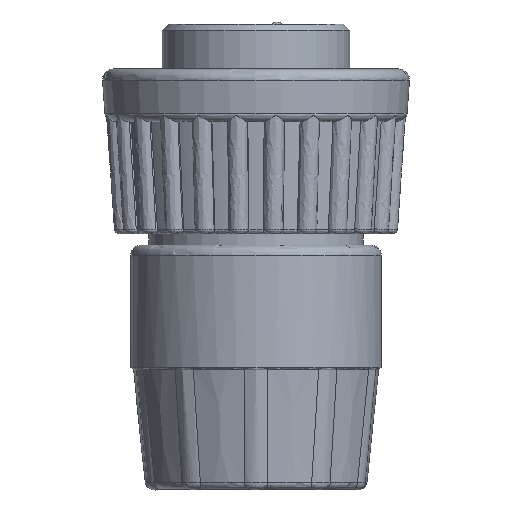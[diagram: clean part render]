
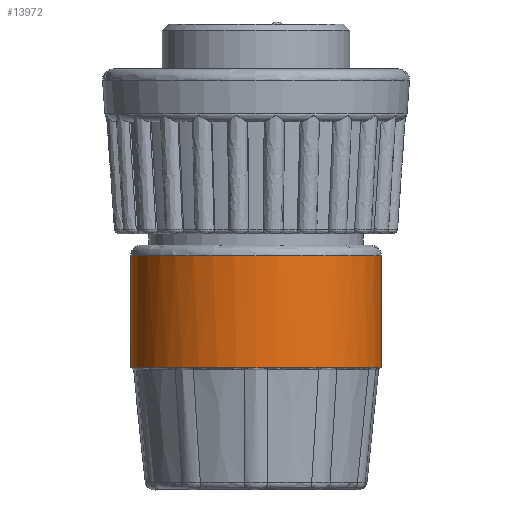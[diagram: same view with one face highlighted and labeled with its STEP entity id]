
A CAD part, front view. The second image highlights one B-rep face of the part: STEP entity #13972.
In plain terms, the highlighted cylindrical face has radius 9.081 mm (diameter 18.161 mm), a partial arc.
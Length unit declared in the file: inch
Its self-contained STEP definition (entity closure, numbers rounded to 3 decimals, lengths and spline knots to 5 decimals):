
#105 = ORIENTED_EDGE ( 'NONE', *, *, #14305, .T. ) ;
#1143 = CARTESIAN_POINT ( 'NONE',  ( 0.3575, 0., -0.98 ) ) ;
#1389 = CARTESIAN_POINT ( 'NONE',  ( 0.3575, 0., -0.66 ) ) ;
#2135 = VERTEX_POINT ( 'NONE', #4068 ) ;
#2262 = VERTEX_POINT ( 'NONE', #3951 ) ;
#2295 = VERTEX_POINT ( 'NONE', #3918 ) ;
#2352 = VERTEX_POINT ( 'NONE', #6238 ) ;
#2377 = VERTEX_POINT ( 'NONE', #5993 ) ;
#2395 = VERTEX_POINT ( 'NONE', #6017 ) ;
#2470 = VERTEX_POINT ( 'NONE', #6132 ) ;
#2632 = DIRECTION ( 'NONE',  ( 1., 0., 0. ) ) ;
#2653 = DIRECTION ( 'NONE',  ( 0., 0., 1. ) ) ;
#2656 = CARTESIAN_POINT ( 'NONE',  ( 0., 0., -0.98 ) ) ;
#2752 = DIRECTION ( 'NONE',  ( 1., 0., 0. ) ) ;
#2753 = DIRECTION ( 'NONE',  ( 0., 0., 1. ) ) ;
#2755 = DIRECTION ( 'NONE',  ( 1., 0., 0. ) ) ;
#2756 = DIRECTION ( 'NONE',  ( 0., 0., -1. ) ) ;
#2757 = CARTESIAN_POINT ( 'NONE',  ( 0., 0., -0.66 ) ) ;
#2768 = CARTESIAN_POINT ( 'NONE',  ( 0., 0., -0.98 ) ) ;
#2903 = DIRECTION ( 'NONE',  ( 1., 0., 0. ) ) ;
#2904 = DIRECTION ( 'NONE',  ( 0., 0., 1. ) ) ;
#2905 = CARTESIAN_POINT ( 'NONE',  ( 0., 0., -0.98 ) ) ;
#2929 = DIRECTION ( 'NONE',  ( 1., 0., 0. ) ) ;
#2930 = DIRECTION ( 'NONE',  ( 0., 0., 1. ) ) ;
#2931 = CARTESIAN_POINT ( 'NONE',  ( 0., 0., -0.98 ) ) ;
#3203 = DIRECTION ( 'NONE',  ( 1., 0., 0. ) ) ;
#3205 = DIRECTION ( 'NONE',  ( 0., 0., 1. ) ) ;
#3207 = CARTESIAN_POINT ( 'NONE',  ( 0., 0., -0.98 ) ) ;
#3208 = DIRECTION ( 'NONE',  ( 1., 0., 0. ) ) ;
#3209 = DIRECTION ( 'NONE',  ( 0., 0., 1. ) ) ;
#3210 = CARTESIAN_POINT ( 'NONE',  ( 0., 0., -0.98 ) ) ;
#3383 = ORIENTED_EDGE ( 'NONE', *, *, #14290, .T. ) ;
#3530 = ORIENTED_EDGE ( 'NONE', *, *, #14269, .T. ) ;
#3570 = ORIENTED_EDGE ( 'NONE', *, *, #14111, .T. ) ;
#3725 = ORIENTED_EDGE ( 'NONE', *, *, #14286, .T. ) ;
#3757 = ORIENTED_EDGE ( 'NONE', *, *, #13948, .F. ) ;
#3769 = ORIENTED_EDGE ( 'NONE', *, *, #14283, .T. ) ;
#3777 = ORIENTED_EDGE ( 'NONE', *, *, #14281, .T. ) ;
#3865 = ORIENTED_EDGE ( 'NONE', *, *, #14270, .T. ) ;
#3918 = CARTESIAN_POINT ( 'NONE',  ( 0.34, -0.11047, -0.98 ) ) ;
#3951 = CARTESIAN_POINT ( 'NONE',  ( 0.21013, -0.28922, -0.98 ) ) ;
#4068 = CARTESIAN_POINT ( 'NONE',  ( -0.21013, -0.28922, -0.98 ) ) ;
#4307 = DIRECTION ( 'NONE',  ( 0., 0., 1. ) ) ;
#4308 = CARTESIAN_POINT ( 'NONE',  ( 0.3575, 0., 0.20795 ) ) ;
#5149 = EDGE_LOOP ( 'NONE', ( #3757, #3383, #3530, #3865, #3777, #3769, #3725, #3570, #105 ) ) ;
#5993 = CARTESIAN_POINT ( 'NONE',  ( 0., -0.3575, -0.98 ) ) ;
#6017 = CARTESIAN_POINT ( 'NONE',  ( -0.3575, 0., -0.66 ) ) ;
#6132 = CARTESIAN_POINT ( 'NONE',  ( -0.34, -0.11047, -0.98 ) ) ;
#6238 = CARTESIAN_POINT ( 'NONE',  ( -0.3575, 0., -0.98 ) ) ;
#7343 = DIRECTION ( 'NONE',  ( 1., 0., 0. ) ) ;
#7344 = DIRECTION ( 'NONE',  ( 0., 0., 1. ) ) ;
#7345 = CARTESIAN_POINT ( 'NONE',  ( 0., 0., 0.20795 ) ) ;
#7491 = DIRECTION ( 'NONE',  ( 0., 0., 1. ) ) ;
#7492 = CARTESIAN_POINT ( 'NONE',  ( -0.3575, 0., 0.20795 ) ) ;
#8990 = FACE_OUTER_BOUND ( 'NONE', #5149, .T. ) ;
#8991 = LINE ( 'NONE', #7492, #13456 ) ;
#9015 = CYLINDRICAL_SURFACE ( 'NONE', #13372, 0.3575 ) ;
#9177 = LINE ( 'NONE', #4308, #13382 ) ;
#9325 = AXIS2_PLACEMENT_3D ( 'NONE', #2757, #2756, #2755 ) ;
#9327 = CIRCLE ( 'NONE', #9325, 0.3575 ) ;
#9338 = AXIS2_PLACEMENT_3D ( 'NONE', #2905, #2904, #2903 ) ;
#9347 = CIRCLE ( 'NONE', #9338, 0.3575 ) ;
#9348 = AXIS2_PLACEMENT_3D ( 'NONE', #2931, #2930, #2929 ) ;
#9349 = CIRCLE ( 'NONE', #9348, 0.3575 ) ;
#9350 = AXIS2_PLACEMENT_3D ( 'NONE', #2656, #2653, #2632 ) ;
#9353 = CIRCLE ( 'NONE', #9350, 0.3575 ) ;
#9357 = AXIS2_PLACEMENT_3D ( 'NONE', #3207, #3205, #3203 ) ;
#9358 = AXIS2_PLACEMENT_3D ( 'NONE', #2768, #2753, #2752 ) ;
#9359 = AXIS2_PLACEMENT_3D ( 'NONE', #3210, #3209, #3208 ) ;
#9360 = CIRCLE ( 'NONE', #9358, 0.3575 ) ;
#9362 = CIRCLE ( 'NONE', #9357, 0.3575 ) ;
#9363 = CIRCLE ( 'NONE', #9359, 0.3575 ) ;
#10961 = VERTEX_POINT ( 'NONE', #1389 ) ;
#11195 = VERTEX_POINT ( 'NONE', #1143 ) ;
#13372 = AXIS2_PLACEMENT_3D ( 'NONE', #7345, #7344, #7343 ) ;
#13382 = VECTOR ( 'NONE', #4307, 39.37008 ) ;
#13456 = VECTOR ( 'NONE', #7491, 39.37008 ) ;
#13948 = EDGE_CURVE ( 'NONE', #2352, #2395, #8991, .T. ) ;
#13972 = ADVANCED_FACE ( 'NONE', ( #8990 ), #9015, .T. ) ;
#14111 = EDGE_CURVE ( 'NONE', #11195, #10961, #9177, .T. ) ;
#14269 = EDGE_CURVE ( 'NONE', #2470, #2135, #9363, .T. ) ;
#14270 = EDGE_CURVE ( 'NONE', #2135, #2377, #9362, .T. ) ;
#14281 = EDGE_CURVE ( 'NONE', #2377, #2262, #9360, .T. ) ;
#14283 = EDGE_CURVE ( 'NONE', #2262, #2295, #9353, .T. ) ;
#14286 = EDGE_CURVE ( 'NONE', #2295, #11195, #9349, .T. ) ;
#14290 = EDGE_CURVE ( 'NONE', #2352, #2470, #9347, .T. ) ;
#14305 = EDGE_CURVE ( 'NONE', #10961, #2395, #9327, .T. ) ;
